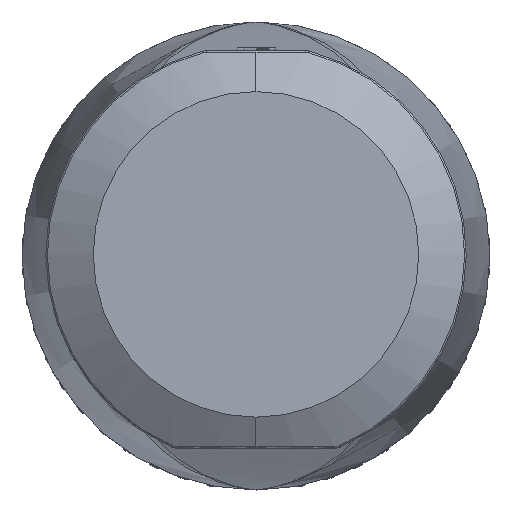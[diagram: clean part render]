
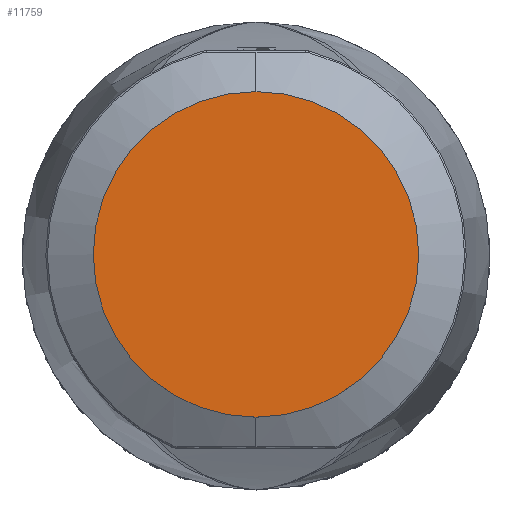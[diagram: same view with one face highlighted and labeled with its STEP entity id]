
A CAD part, top view. The second image highlights one B-rep face of the part: STEP entity #11759.
In plain terms, the highlighted planar face has unit normal (0, 0, 1).
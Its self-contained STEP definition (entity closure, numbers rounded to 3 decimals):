
#5 = PLANE ( 'NONE',  #14584 ) ;
#2369 = CARTESIAN_POINT ( 'NONE',  ( 0., 0., 31.207 ) ) ;
#2650 = ORIENTED_EDGE ( 'NONE', *, *, #15051, .T. ) ;
#3076 = CARTESIAN_POINT ( 'NONE',  ( 0., 0., 31.207 ) ) ;
#5258 = EDGE_CURVE ( 'NONE', #42133, #34623, #26642, .T. ) ;
#11759 = ADVANCED_FACE ( 'NONE', ( #18634 ), #5, .T. ) ;
#14584 = AXIS2_PLACEMENT_3D ( 'NONE', #49250, #22769, #22187 ) ;
#15051 = EDGE_CURVE ( 'NONE', #34623, #42133, #42664, .T. ) ;
#18634 = FACE_OUTER_BOUND ( 'NONE', #37200, .T. ) ;
#20425 = CARTESIAN_POINT ( 'NONE',  ( 0., -5.15, 31.207 ) ) ;
#22187 = DIRECTION ( 'NONE',  ( 0., -1., 0. ) ) ;
#22769 = DIRECTION ( 'NONE',  ( 0., 0., 1. ) ) ;
#23820 = CARTESIAN_POINT ( 'NONE',  ( 0., 5.15, 31.207 ) ) ;
#26642 = CIRCLE ( 'NONE', #43268, 5.15 ) ;
#30631 = DIRECTION ( 'NONE',  ( 0., -1., 0. ) ) ;
#34090 = DIRECTION ( 'NONE',  ( 0., -1., 0. ) ) ;
#34623 = VERTEX_POINT ( 'NONE', #23820 ) ;
#35193 = DIRECTION ( 'NONE',  ( 0., 0., 1. ) ) ;
#37200 = EDGE_LOOP ( 'NONE', ( #2650, #39499 ) ) ;
#39499 = ORIENTED_EDGE ( 'NONE', *, *, #5258, .T. ) ;
#42133 = VERTEX_POINT ( 'NONE', #20425 ) ;
#42593 = AXIS2_PLACEMENT_3D ( 'NONE', #2369, #52135, #34090 ) ;
#42664 = CIRCLE ( 'NONE', #42593, 5.15 ) ;
#43268 = AXIS2_PLACEMENT_3D ( 'NONE', #3076, #35193, #30631 ) ;
#49250 = CARTESIAN_POINT ( 'NONE',  ( 0., 0., 31.207 ) ) ;
#52135 = DIRECTION ( 'NONE',  ( 0., 0., 1. ) ) ;
